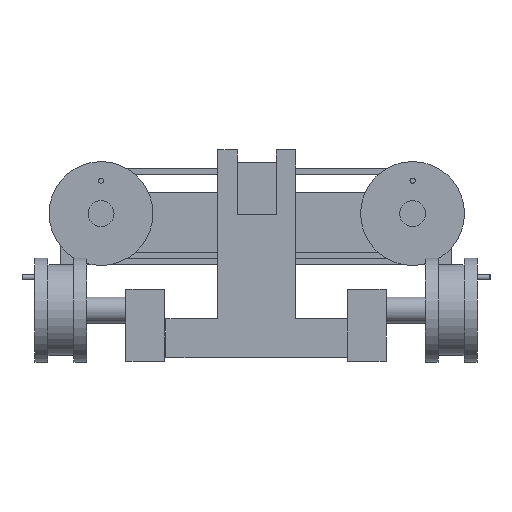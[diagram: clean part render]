
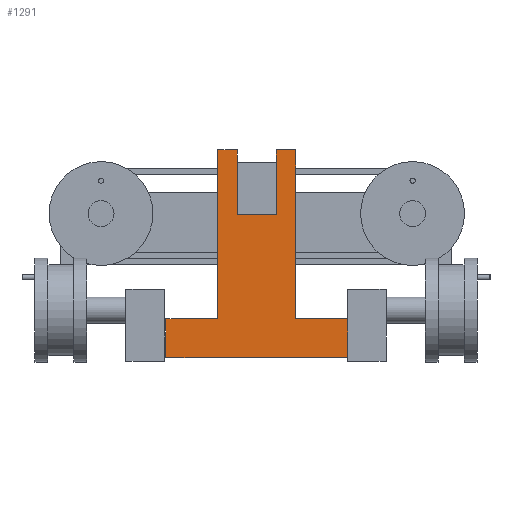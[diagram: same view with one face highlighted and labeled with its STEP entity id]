
A CAD part, left-side view. The second image highlights one B-rep face of the part: STEP entity #1291.
In plain terms, the highlighted face is planar.
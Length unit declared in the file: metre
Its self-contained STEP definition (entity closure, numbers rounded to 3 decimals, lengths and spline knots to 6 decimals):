
#188=ORIENTED_EDGE('',*,*,#516,.F.);
#189=ORIENTED_EDGE('',*,*,#502,.T.);
#190=ORIENTED_EDGE('',*,*,#517,.T.);
#191=ORIENTED_EDGE('',*,*,#518,.T.);
#192=ORIENTED_EDGE('',*,*,#519,.F.);
#193=ORIENTED_EDGE('',*,*,#510,.T.);
#194=ORIENTED_EDGE('',*,*,#520,.T.);
#195=ORIENTED_EDGE('',*,*,#521,.T.);
#196=ORIENTED_EDGE('',*,*,#498,.T.);
#197=ORIENTED_EDGE('',*,*,#522,.F.);
#198=ORIENTED_EDGE('',*,*,#495,.F.);
#199=ORIENTED_EDGE('',*,*,#523,.T.);
#495=EDGE_CURVE('',#658,#660,#777,.T.);
#498=EDGE_CURVE('',#662,#663,#780,.T.);
#502=EDGE_CURVE('',#666,#667,#784,.T.);
#510=EDGE_CURVE('',#674,#672,#792,.T.);
#516=EDGE_CURVE('',#666,#678,#798,.T.);
#517=EDGE_CURVE('',#667,#679,#799,.T.);
#518=EDGE_CURVE('',#679,#680,#800,.T.);
#519=EDGE_CURVE('',#674,#680,#801,.T.);
#520=EDGE_CURVE('',#672,#681,#802,.T.);
#521=EDGE_CURVE('',#681,#662,#803,.T.);
#522=EDGE_CURVE('',#660,#663,#804,.T.);
#523=EDGE_CURVE('',#658,#678,#805,.T.);
#658=VERTEX_POINT('',#1950);
#660=VERTEX_POINT('',#1953);
#662=VERTEX_POINT('',#1959);
#663=VERTEX_POINT('',#1960);
#666=VERTEX_POINT('',#1968);
#667=VERTEX_POINT('',#1969);
#672=VERTEX_POINT('',#1983);
#674=VERTEX_POINT('',#1986);
#678=VERTEX_POINT('',#1998);
#679=VERTEX_POINT('',#2000);
#680=VERTEX_POINT('',#2002);
#681=VERTEX_POINT('',#2005);
#777=LINE('',#1952,#919);
#780=LINE('',#1958,#922);
#784=LINE('',#1967,#926);
#792=LINE('',#1985,#934);
#798=LINE('',#1997,#940);
#799=LINE('',#1999,#941);
#800=LINE('',#2001,#942);
#801=LINE('',#2003,#943);
#802=LINE('',#2004,#944);
#803=LINE('',#2006,#945);
#804=LINE('',#2007,#946);
#805=LINE('',#2008,#947);
#919=VECTOR('',#1565,1.);
#922=VECTOR('',#1570,1.);
#926=VECTOR('',#1576,1.);
#934=VECTOR('',#1588,1.);
#940=VECTOR('',#1598,1.);
#941=VECTOR('',#1599,1.);
#942=VECTOR('',#1600,1.);
#943=VECTOR('',#1601,1.);
#944=VECTOR('',#1602,1.);
#945=VECTOR('',#1603,1.);
#946=VECTOR('',#1604,1.);
#947=VECTOR('',#1605,1.);
#1053=EDGE_LOOP('',(#188,#189,#190,#191,#192,#193,#194,#195,#196,#197,#198,
#199));
#1143=FACE_BOUND('',#1053,.T.);
#1233=PLANE('',#1427);
#1291=ADVANCED_FACE('',(#1143),#1233,.F.);
#1427=AXIS2_PLACEMENT_3D('',#1996,#1596,#1597);
#1565=DIRECTION('',(0.,0.,-1.));
#1570=DIRECTION('',(0.,0.,-1.));
#1576=DIRECTION('',(1.,0.,0.));
#1588=DIRECTION('',(1.,0.,0.));
#1596=DIRECTION('',(0.,-1.,0.));
#1597=DIRECTION('',(1.,0.,0.));
#1598=DIRECTION('',(0.,0.,-1.));
#1599=DIRECTION('',(0.,0.,-1.));
#1600=DIRECTION('',(1.,0.,0.));
#1601=DIRECTION('',(0.,0.,-1.));
#1602=DIRECTION('',(0.,0.,-1.));
#1603=DIRECTION('',(1.,0.,0.));
#1604=DIRECTION('',(1.,0.,0.));
#1605=DIRECTION('',(1.,0.,0.));
#1950=CARTESIAN_POINT('',(-0.035,0.,-0.04));
#1952=CARTESIAN_POINT('',(-0.035,0.,-0.015));
#1953=CARTESIAN_POINT('',(-0.035,0.,-0.055));
#1958=CARTESIAN_POINT('',(0.035,0.,-0.015));
#1959=CARTESIAN_POINT('',(0.035,0.,-0.04));
#1960=CARTESIAN_POINT('',(0.035,0.,-0.055));
#1967=CARTESIAN_POINT('',(0.,0.,0.025));
#1968=CARTESIAN_POINT('',(-0.015,0.,0.025));
#1969=CARTESIAN_POINT('',(-0.0075,0.,0.025));
#1983=CARTESIAN_POINT('',(0.015,0.,0.025));
#1985=CARTESIAN_POINT('',(0.,0.,0.025));
#1986=CARTESIAN_POINT('',(0.0075,0.,0.025));
#1996=CARTESIAN_POINT('',(0.,0.,-0.015));
#1997=CARTESIAN_POINT('',(-0.015,0.,-0.0075));
#1998=CARTESIAN_POINT('',(-0.015,0.,-0.04));
#1999=CARTESIAN_POINT('',(-0.0075,0.,0.0125));
#2000=CARTESIAN_POINT('',(-0.0075,0.,0.));
#2001=CARTESIAN_POINT('',(0.,0.,0.));
#2002=CARTESIAN_POINT('',(0.0075,0.,0.));
#2003=CARTESIAN_POINT('',(0.0075,0.,0.0125));
#2004=CARTESIAN_POINT('',(0.015,0.,-0.0075));
#2005=CARTESIAN_POINT('',(0.015,0.,-0.04));
#2006=CARTESIAN_POINT('',(0.025,0.,-0.04));
#2007=CARTESIAN_POINT('',(0.,0.,-0.055));
#2008=CARTESIAN_POINT('',(-0.025,0.,-0.04));
